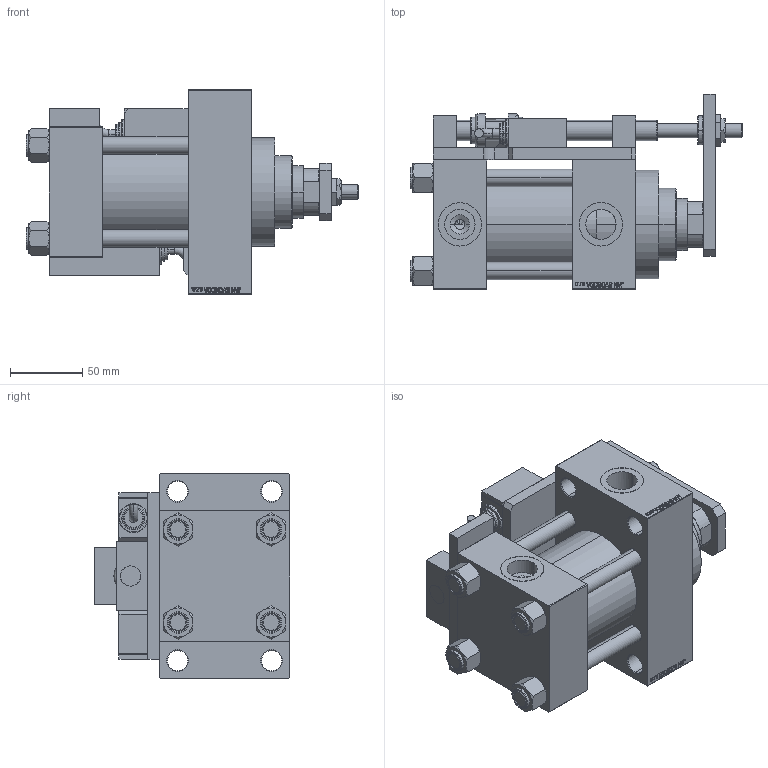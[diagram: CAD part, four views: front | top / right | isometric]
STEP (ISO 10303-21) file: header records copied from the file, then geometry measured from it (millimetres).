
FILE_DESCRIPTION (( 'STEP AP203' ), '1' );
FILE_NAME ('8dbd.STEP', '2022-04-16T20:06:25', ( '' ), ( '' ), 'SwSTEP 2.0', 'SolidWorks 2019', '' );
FILE_SCHEMA (( 'CONFIG_CONTROL_DESIGN' ));
Length unit declared in the file: millimetre
Products named in the file (17): 8dbd; V215CD_SWITCH_Q_SWITCH 935ebcaa541ac2f4b2945639185aac81; V215CD_SWITCH_Q_DIMA 935ebcaa541ac2f4b2945639185aac81; V215CD_D_TYCINKA 935ebcaa541ac2f4b2945639185aac81; V215CD_SWITCH_Q_PODLOZKA_BACK 935ebcaa541ac2f4b2945639185aac81; V215CD_VC_A 935ebcaa541ac2f4b2945639185aac81; V215CD_VCP_D 935ebcaa541ac2f4b2945639185aac81; V215CD_SWITCH_Q_ZARAZKA 935ebcaa541ac2f4b2945639185aac81; V215CD_D_Body 935ebcaa541ac2f4b2945639185aac81; V215CD_SWITCH_Q_PODLOZKA_FRONT 935ebcaa541ac2f4b2945639185aac81; Zatka_pro_OIL_PORT 935ebcaa541ac2f4b2945639185aac81; V215CD_SWITCH_Q_NUT 935ebcaa541ac2f4b2945639185aac81; V215CD_SWITCH_Q_TYC 935ebcaa541ac2f4b2945639185aac81; V215CD_SWITCH_Q_NUT10 935ebcaa541ac2f4b2945639185aac81; V215CD_SWITCH_Q_BLOK 935ebcaa541ac2f4b2945639185aac81; V215CD_SWITCH_Q_MAGNET 935ebcaa541ac2f4b2945639185aac81; V215CD_NUT_M5_D 935ebcaa541ac2f4b2945639185aac81
Assembly tree (26 placements, depth 2):
  8dbd
    V215CD_D_Body 935ebcaa541ac2f4b2945639185aac81
    V215CD_VC_A 935ebcaa541ac2f4b2945639185aac81
    V215CD_VCP_D 935ebcaa541ac2f4b2945639185aac81
    V215CD_D_TYCINKA 935ebcaa541ac2f4b2945639185aac81  x4
    V215CD_NUT_M5_D 935ebcaa541ac2f4b2945639185aac81  x4
    V215CD_SWITCH_Q_BLOK 935ebcaa541ac2f4b2945639185aac81  x2
    V215CD_SWITCH_Q_DIMA 935ebcaa541ac2f4b2945639185aac81
    V215CD_SWITCH_Q_MAGNET 935ebcaa541ac2f4b2945639185aac81  x2
    V215CD_SWITCH_Q_NUT 935ebcaa541ac2f4b2945639185aac81
    V215CD_SWITCH_Q_NUT10 935ebcaa541ac2f4b2945639185aac81
    V215CD_SWITCH_Q_PODLOZKA_BACK 935ebcaa541ac2f4b2945639185aac81
    V215CD_SWITCH_Q_PODLOZKA_FRONT 935ebcaa541ac2f4b2945639185aac81
    V215CD_SWITCH_Q_SWITCH 935ebcaa541ac2f4b2945639185aac81  x2
    V215CD_SWITCH_Q_TYC 935ebcaa541ac2f4b2945639185aac81
    V215CD_SWITCH_Q_ZARAZKA 935ebcaa541ac2f4b2945639185aac81
    Zatka_pro_OIL_PORT 935ebcaa541ac2f4b2945639185aac81  x2
Bounding box: 229.5 x 135 x 142 mm (x, y, z)
Volume: 1368906.1 mm3; surface area: 295227.5 mm2
Topology: 26 solids, 26 shells, 1440 faces, 3518 edges, 2265 vertices
Faces by surface type: plane 668, bspline 368, cone 197, cylinder 171, torus 36
Entity records: 55180 total; most frequent: CARTESIAN_POINT 26613, ORIENTED_EDGE 6012, DIRECTION 4303, EDGE_CURVE 3006, VERTEX_POINT 1959, LINE 1765, VECTOR 1765, EDGE_LOOP 1373
